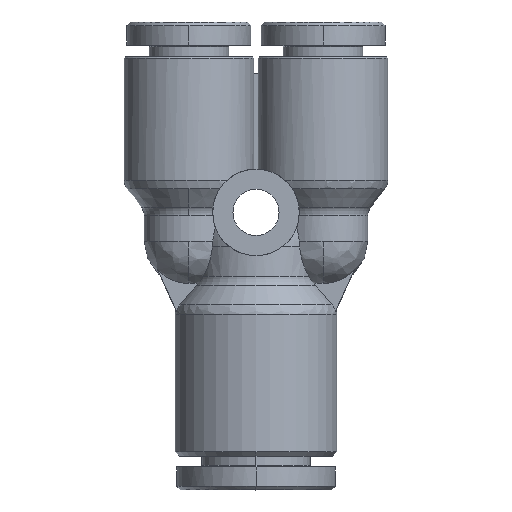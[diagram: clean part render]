
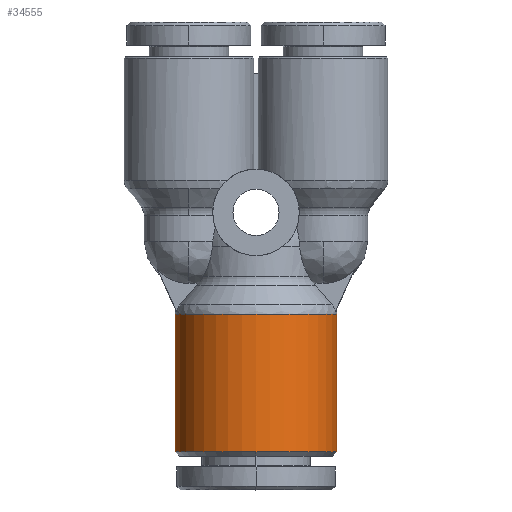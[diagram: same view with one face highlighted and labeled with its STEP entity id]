
A CAD part, front view. The second image highlights one B-rep face of the part: STEP entity #34555.
In plain terms, the highlighted cylindrical face has radius 5.6 mm (diameter 11.2 mm), a partial arc.
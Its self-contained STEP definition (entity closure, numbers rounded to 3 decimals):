
#207 = CARTESIAN_POINT ( 'NONE',  ( -19.9, 0., -10.25 ) ) ;
#511 = DIRECTION ( 'NONE',  ( 1., 0., 0. ) ) ;
#1615 = ORIENTED_EDGE ( 'NONE', *, *, #24719, .T. ) ;
#2583 = ORIENTED_EDGE ( 'NONE', *, *, #15605, .F. ) ;
#4148 = CARTESIAN_POINT ( 'NONE',  ( -10.365, 0., 0.95 ) ) ;
#6125 = EDGE_CURVE ( 'NONE', #27429, #7937, #25785, .T. ) ;
#6470 = VECTOR ( 'NONE', #24523, 1000. ) ;
#6925 = CYLINDRICAL_SURFACE ( 'NONE', #20417, 5.6 ) ;
#7937 = VERTEX_POINT ( 'NONE', #30860 ) ;
#9087 = VECTOR ( 'NONE', #511, 1000. ) ;
#9558 = VERTEX_POINT ( 'NONE', #207 ) ;
#10011 = CARTESIAN_POINT ( 'NONE',  ( -14.3, 0., -4.65 ) ) ;
#10272 = DIRECTION ( 'NONE',  ( 1., 0., 0. ) ) ;
#10760 = CARTESIAN_POINT ( 'NONE',  ( -19.9, 0., 0.95 ) ) ;
#13867 = EDGE_CURVE ( 'NONE', #7937, #9558, #22336, .T. ) ;
#14595 = EDGE_LOOP ( 'NONE', ( #2583, #30245, #35297, #32335, #1615 ) ) ;
#14704 = CARTESIAN_POINT ( 'NONE',  ( -10.365, 0., -10.25 ) ) ;
#15605 = EDGE_CURVE ( 'NONE', #27429, #18051, #32535, .T. ) ;
#16745 = LINE ( 'NONE', #23549, #9087 ) ;
#18051 = VERTEX_POINT ( 'NONE', #4148 ) ;
#18594 = CARTESIAN_POINT ( 'NONE',  ( -14.3, 0., 0.95 ) ) ;
#18774 = DIRECTION ( 'NONE',  ( 1., 0., 0. ) ) ;
#18806 = DIRECTION ( 'NONE',  ( 0., 0., -1. ) ) ;
#19496 = FACE_OUTER_BOUND ( 'NONE', #14595, .T. ) ;
#20417 = AXIS2_PLACEMENT_3D ( 'NONE', #10011, #27389, #18806 ) ;
#21223 = CARTESIAN_POINT ( 'NONE',  ( -10.365, 0., -4.65 ) ) ;
#22336 = CIRCLE ( 'NONE', #29923, 5.6 ) ;
#22876 = CIRCLE ( 'NONE', #25826, 5.6 ) ;
#23549 = CARTESIAN_POINT ( 'NONE',  ( -14.3, 0., -10.25 ) ) ;
#24523 = DIRECTION ( 'NONE',  ( 1., 0., 0. ) ) ;
#24719 = EDGE_CURVE ( 'NONE', #32204, #18051, #22876, .T. ) ;
#24866 = CARTESIAN_POINT ( 'NONE',  ( -19.9, 0., -4.65 ) ) ;
#25785 = CIRCLE ( 'NONE', #27623, 5.6 ) ;
#25826 = AXIS2_PLACEMENT_3D ( 'NONE', #21223, #35430, #26914 ) ;
#26914 = DIRECTION ( 'NONE',  ( 0., 0., -1. ) ) ;
#27389 = DIRECTION ( 'NONE',  ( 1., 0., 0. ) ) ;
#27429 = VERTEX_POINT ( 'NONE', #10760 ) ;
#27623 = AXIS2_PLACEMENT_3D ( 'NONE', #32981, #18774, #30496 ) ;
#28485 = EDGE_CURVE ( 'NONE', #9558, #32204, #16745, .T. ) ;
#29923 = AXIS2_PLACEMENT_3D ( 'NONE', #24866, #10272, #30425 ) ;
#30245 = ORIENTED_EDGE ( 'NONE', *, *, #6125, .T. ) ;
#30425 = DIRECTION ( 'NONE',  ( 0., 0., -1. ) ) ;
#30496 = DIRECTION ( 'NONE',  ( 0., 0., -1. ) ) ;
#30860 = CARTESIAN_POINT ( 'NONE',  ( -19.9, -5.6, -4.65 ) ) ;
#32204 = VERTEX_POINT ( 'NONE', #14704 ) ;
#32335 = ORIENTED_EDGE ( 'NONE', *, *, #28485, .T. ) ;
#32535 = LINE ( 'NONE', #18594, #6470 ) ;
#32981 = CARTESIAN_POINT ( 'NONE',  ( -19.9, 0., -4.65 ) ) ;
#34555 = ADVANCED_FACE ( 'NONE', ( #19496 ), #6925, .T. ) ;
#35297 = ORIENTED_EDGE ( 'NONE', *, *, #13867, .T. ) ;
#35430 = DIRECTION ( 'NONE',  ( -1., 0., 0. ) ) ;
